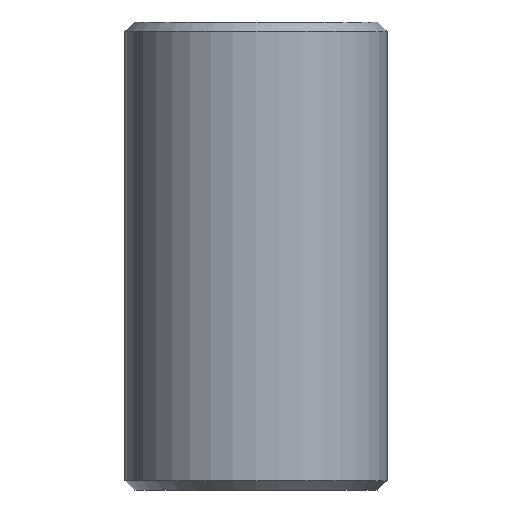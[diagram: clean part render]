
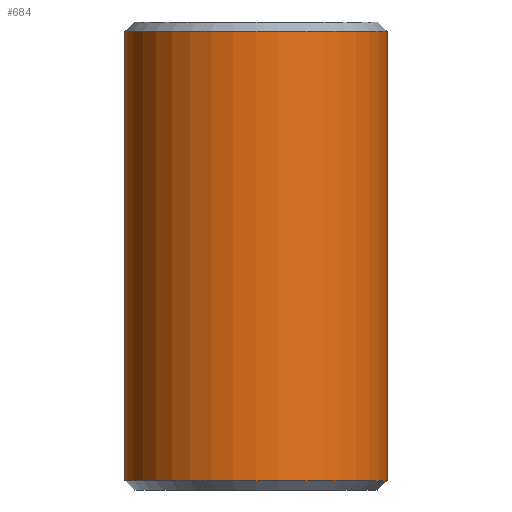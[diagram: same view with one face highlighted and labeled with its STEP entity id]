
A CAD part, front view. The second image highlights one B-rep face of the part: STEP entity #684.
In plain terms, the highlighted cylindrical face has radius 7 mm (diameter 14 mm), a full revolution.
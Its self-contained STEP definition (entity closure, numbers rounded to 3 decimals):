
#62=FACE_BOUND('',#143,.T.);
#63=FACE_BOUND('',#144,.T.);
#70=B_SPLINE_CURVE_WITH_KNOTS('',3,(#985,#986,#987,#988,#989,#990,#991,
#992,#993,#994,#995,#996,#997,#998,#999,#1000,#1001,#1002),
 .UNSPECIFIED.,.F.,.F.,(4,2,2,2,2,2,2,2,4),(-0.91,-0.834,
-0.758,-0.682,-0.606,-0.531,
-0.455,-0.379,-0.303),.UNSPECIFIED.);
#71=B_SPLINE_CURVE_WITH_KNOTS('',3,(#1003,#1004,#1005,#1006,#1007,#1008,
#1009,#1010,#1011,#1012,#1013,#1014,#1015,#1016,#1017,#1018,#1019,#1020,
#1021),.UNSPECIFIED.,.F.,.F.,(4,2,2,2,3,2,2,2,4),(-0.303,-0.227,
-0.152,-0.076,0.,0.076,0.152,
0.227,0.303),.UNSPECIFIED.);
#72=B_SPLINE_CURVE_WITH_KNOTS('',3,(#1024,#1025,#1026,#1027,#1028,#1029,
#1030,#1031,#1032,#1033,#1034,#1035,#1036,#1037,#1038,#1039,#1040,#1041,
#1042),.UNSPECIFIED.,.F.,.F.,(4,2,2,2,3,2,2,2,4),(0.91,0.985,
1.061,1.137,1.213,1.289,1.364,
1.44,1.516),.UNSPECIFIED.);
#73=B_SPLINE_CURVE_WITH_KNOTS('',3,(#1043,#1044,#1045,#1046,#1047,#1048,
#1049,#1050,#1051,#1052,#1053,#1054,#1055,#1056,#1057,#1058,#1059,#1060),
 .UNSPECIFIED.,.F.,.F.,(4,2,2,2,2,2,2,2,4),(1.516,1.592,
1.667,1.743,1.819,1.895,1.971,
2.046,2.122),.UNSPECIFIED.);
#100=FACE_OUTER_BOUND('',#142,.T.);
#142=EDGE_LOOP('',(#463,#464,#465,#466,#467));
#143=EDGE_LOOP('',(#468,#469));
#144=EDGE_LOOP('',(#470,#471));
#192=LINE('',#981,#232);
#232=VECTOR('',#818,7.);
#272=CIRCLE('',#750,7.);
#273=CIRCLE('',#751,7.);
#274=CIRCLE('',#752,7.);
#291=VERTEX_POINT('',#976);
#292=VERTEX_POINT('',#977);
#293=VERTEX_POINT('',#980);
#294=VERTEX_POINT('',#983);
#295=VERTEX_POINT('',#984);
#296=VERTEX_POINT('',#1022);
#297=VERTEX_POINT('',#1023);
#360=EDGE_CURVE('',#291,#292,#272,.T.);
#361=EDGE_CURVE('',#292,#291,#273,.T.);
#362=EDGE_CURVE('',#291,#293,#192,.T.);
#363=EDGE_CURVE('',#293,#293,#274,.F.);
#364=EDGE_CURVE('',#294,#295,#70,.T.);
#365=EDGE_CURVE('',#295,#294,#71,.T.);
#366=EDGE_CURVE('',#296,#297,#72,.T.);
#367=EDGE_CURVE('',#297,#296,#73,.T.);
#463=ORIENTED_EDGE('',*,*,#360,.T.);
#464=ORIENTED_EDGE('',*,*,#361,.T.);
#465=ORIENTED_EDGE('',*,*,#362,.T.);
#466=ORIENTED_EDGE('',*,*,#363,.T.);
#467=ORIENTED_EDGE('',*,*,#362,.F.);
#468=ORIENTED_EDGE('',*,*,#364,.T.);
#469=ORIENTED_EDGE('',*,*,#365,.T.);
#470=ORIENTED_EDGE('',*,*,#366,.F.);
#471=ORIENTED_EDGE('',*,*,#367,.F.);
#669=CYLINDRICAL_SURFACE('',#749,7.);
#684=ADVANCED_FACE('',(#100,#62,#63),#669,.T.);
#749=AXIS2_PLACEMENT_3D('',#975,#812,#813);
#750=AXIS2_PLACEMENT_3D('',#978,#814,#815);
#751=AXIS2_PLACEMENT_3D('',#979,#816,#817);
#752=AXIS2_PLACEMENT_3D('',#982,#819,#820);
#812=DIRECTION('center_axis',(0.,0.,-1.));
#813=DIRECTION('ref_axis',(-1.,0.,0.));
#814=DIRECTION('center_axis',(0.,0.,1.));
#815=DIRECTION('ref_axis',(1.,0.,0.));
#816=DIRECTION('center_axis',(0.,0.,1.));
#817=DIRECTION('ref_axis',(1.,0.,0.));
#818=DIRECTION('',(0.,0.,1.));
#819=DIRECTION('center_axis',(0.,0.,1.));
#820=DIRECTION('ref_axis',(1.,0.,0.));
#975=CARTESIAN_POINT('Origin',(0.,0.,25.));
#976=CARTESIAN_POINT('',(7.,0.,0.5));
#977=CARTESIAN_POINT('',(-7.,0.,0.5));
#978=CARTESIAN_POINT('Origin',(0.,0.,0.5));
#979=CARTESIAN_POINT('Origin',(0.,0.,0.5));
#980=CARTESIAN_POINT('',(7.,0.,24.5));
#981=CARTESIAN_POINT('',(7.,0.,25.));
#982=CARTESIAN_POINT('Origin',(0.,0.,24.5));
#983=CARTESIAN_POINT('',(0.,7.,7.));
#984=CARTESIAN_POINT('',(0.,7.,3.));
#985=CARTESIAN_POINT('Ctrl Pts',(0.,7.,7.));
#986=CARTESIAN_POINT('Ctrl Pts',(-0.253,7.,7.));
#987=CARTESIAN_POINT('Ctrl Pts',(-0.521,6.985,6.949));
#988=CARTESIAN_POINT('Ctrl Pts',(-1.013,6.931,6.745));
#989=CARTESIAN_POINT('Ctrl Pts',(-1.237,6.892,6.591));
#990=CARTESIAN_POINT('Ctrl Pts',(-1.591,6.819,6.237));
#991=CARTESIAN_POINT('Ctrl Pts',(-1.745,6.78,6.013));
#992=CARTESIAN_POINT('Ctrl Pts',(-1.949,6.724,5.521));
#993=CARTESIAN_POINT('Ctrl Pts',(-2.,6.708,5.253));
#994=CARTESIAN_POINT('Ctrl Pts',(-2.,6.708,4.747));
#995=CARTESIAN_POINT('Ctrl Pts',(-1.949,6.724,4.479));
#996=CARTESIAN_POINT('Ctrl Pts',(-1.745,6.78,3.987));
#997=CARTESIAN_POINT('Ctrl Pts',(-1.591,6.819,3.763));
#998=CARTESIAN_POINT('Ctrl Pts',(-1.237,6.892,3.409));
#999=CARTESIAN_POINT('Ctrl Pts',(-1.013,6.931,3.255));
#1000=CARTESIAN_POINT('Ctrl Pts',(-0.521,6.985,3.051));
#1001=CARTESIAN_POINT('Ctrl Pts',(-0.253,7.,3.));
#1002=CARTESIAN_POINT('Ctrl Pts',(0.,7.,3.));
#1003=CARTESIAN_POINT('Ctrl Pts',(0.,7.,3.));
#1004=CARTESIAN_POINT('Ctrl Pts',(0.253,7.,3.));
#1005=CARTESIAN_POINT('Ctrl Pts',(0.521,6.985,3.051));
#1006=CARTESIAN_POINT('Ctrl Pts',(1.013,6.931,3.255));
#1007=CARTESIAN_POINT('Ctrl Pts',(1.237,6.892,3.409));
#1008=CARTESIAN_POINT('Ctrl Pts',(1.591,6.819,3.763));
#1009=CARTESIAN_POINT('Ctrl Pts',(1.745,6.78,3.987));
#1010=CARTESIAN_POINT('Ctrl Pts',(1.949,6.724,4.479));
#1011=CARTESIAN_POINT('Ctrl Pts',(2.,6.708,4.747));
#1012=CARTESIAN_POINT('Ctrl Pts',(2.,6.708,5.));
#1013=CARTESIAN_POINT('Ctrl Pts',(2.,6.708,5.253));
#1014=CARTESIAN_POINT('Ctrl Pts',(1.949,6.724,5.521));
#1015=CARTESIAN_POINT('Ctrl Pts',(1.745,6.78,6.013));
#1016=CARTESIAN_POINT('Ctrl Pts',(1.591,6.819,6.237));
#1017=CARTESIAN_POINT('Ctrl Pts',(1.237,6.892,6.591));
#1018=CARTESIAN_POINT('Ctrl Pts',(1.013,6.931,6.745));
#1019=CARTESIAN_POINT('Ctrl Pts',(0.521,6.985,6.949));
#1020=CARTESIAN_POINT('Ctrl Pts',(0.253,7.,7.));
#1021=CARTESIAN_POINT('Ctrl Pts',(0.,7.,7.));
#1022=CARTESIAN_POINT('',(0.,7.,22.));
#1023=CARTESIAN_POINT('',(0.,7.,18.));
#1024=CARTESIAN_POINT('Ctrl Pts',(0.,7.,22.));
#1025=CARTESIAN_POINT('Ctrl Pts',(0.253,7.,22.));
#1026=CARTESIAN_POINT('Ctrl Pts',(0.521,6.985,21.949));
#1027=CARTESIAN_POINT('Ctrl Pts',(1.013,6.931,21.745));
#1028=CARTESIAN_POINT('Ctrl Pts',(1.237,6.892,21.591));
#1029=CARTESIAN_POINT('Ctrl Pts',(1.591,6.819,21.237));
#1030=CARTESIAN_POINT('Ctrl Pts',(1.745,6.78,21.013));
#1031=CARTESIAN_POINT('Ctrl Pts',(1.949,6.724,20.521));
#1032=CARTESIAN_POINT('Ctrl Pts',(2.,6.708,20.253));
#1033=CARTESIAN_POINT('Ctrl Pts',(2.,6.708,20.));
#1034=CARTESIAN_POINT('Ctrl Pts',(2.,6.708,19.747));
#1035=CARTESIAN_POINT('Ctrl Pts',(1.949,6.724,19.479));
#1036=CARTESIAN_POINT('Ctrl Pts',(1.745,6.78,18.987));
#1037=CARTESIAN_POINT('Ctrl Pts',(1.591,6.819,18.763));
#1038=CARTESIAN_POINT('Ctrl Pts',(1.237,6.892,18.409));
#1039=CARTESIAN_POINT('Ctrl Pts',(1.013,6.931,18.255));
#1040=CARTESIAN_POINT('Ctrl Pts',(0.521,6.985,18.051));
#1041=CARTESIAN_POINT('Ctrl Pts',(0.253,7.,18.));
#1042=CARTESIAN_POINT('Ctrl Pts',(0.,7.,18.));
#1043=CARTESIAN_POINT('Ctrl Pts',(0.,7.,18.));
#1044=CARTESIAN_POINT('Ctrl Pts',(-0.253,7.,18.));
#1045=CARTESIAN_POINT('Ctrl Pts',(-0.521,6.985,18.051));
#1046=CARTESIAN_POINT('Ctrl Pts',(-1.013,6.931,18.255));
#1047=CARTESIAN_POINT('Ctrl Pts',(-1.237,6.892,18.409));
#1048=CARTESIAN_POINT('Ctrl Pts',(-1.591,6.819,18.763));
#1049=CARTESIAN_POINT('Ctrl Pts',(-1.745,6.78,18.987));
#1050=CARTESIAN_POINT('Ctrl Pts',(-1.949,6.724,19.479));
#1051=CARTESIAN_POINT('Ctrl Pts',(-2.,6.708,19.747));
#1052=CARTESIAN_POINT('Ctrl Pts',(-2.,6.708,20.253));
#1053=CARTESIAN_POINT('Ctrl Pts',(-1.949,6.724,20.521));
#1054=CARTESIAN_POINT('Ctrl Pts',(-1.745,6.78,21.013));
#1055=CARTESIAN_POINT('Ctrl Pts',(-1.591,6.819,21.237));
#1056=CARTESIAN_POINT('Ctrl Pts',(-1.237,6.892,21.591));
#1057=CARTESIAN_POINT('Ctrl Pts',(-1.013,6.931,21.745));
#1058=CARTESIAN_POINT('Ctrl Pts',(-0.521,6.985,21.949));
#1059=CARTESIAN_POINT('Ctrl Pts',(-0.253,7.,22.));
#1060=CARTESIAN_POINT('Ctrl Pts',(0.,7.,22.));
